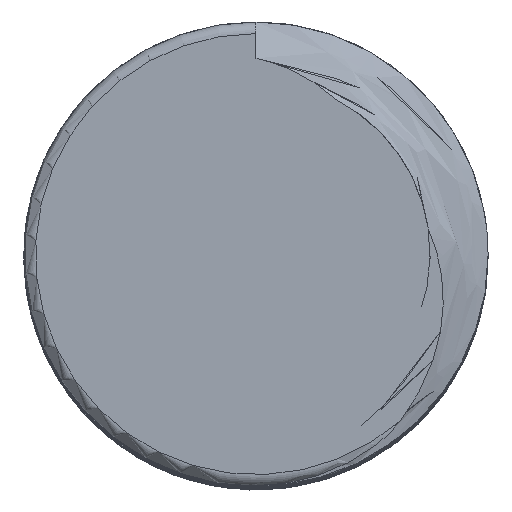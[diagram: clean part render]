
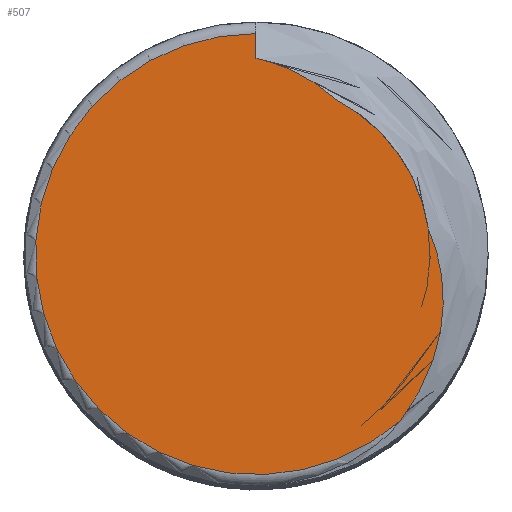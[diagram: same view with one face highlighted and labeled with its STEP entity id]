
A CAD part, top view. The second image highlights one B-rep face of the part: STEP entity #507.
In plain terms, the highlighted planar face has unit normal (0, 0, 1).
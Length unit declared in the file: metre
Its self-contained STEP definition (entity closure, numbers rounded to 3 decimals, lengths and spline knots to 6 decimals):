
#13=PLANE('',#530);
#18=LINE('',#4721,#21);
#21=VECTOR('',#554,1.);
#23=CIRCLE('',#526,0.003);
#26=CIRCLE('',#531,0.0038);
#31=B_SPLINE_CURVE_WITH_KNOTS('',3,(#2257,#2258,#2259,#2260,#2261),
 .UNSPECIFIED.,.F.,.F.,(4,1,4),(0.,0.001753,
0.003507),.UNSPECIFIED.);
#34=B_SPLINE_CURVE_WITH_KNOTS('',3,(#4711,#4712,#4713,#4714),
 .UNSPECIFIED.,.F.,.F.,(4,4),(0.,0.001547),
 .UNSPECIFIED.);
#206=ORIENTED_EDGE('',*,*,#314,.F.);
#207=ORIENTED_EDGE('',*,*,#315,.T.);
#208=ORIENTED_EDGE('',*,*,#226,.T.);
#209=ORIENTED_EDGE('',*,*,#268,.T.);
#210=ORIENTED_EDGE('',*,*,#310,.T.);
#226=EDGE_CURVE('',#321,#320,#31,.T.);
#268=EDGE_CURVE('',#320,#361,#23,.T.);
#310=EDGE_CURVE('',#361,#402,#34,.T.);
#314=EDGE_CURVE('',#404,#402,#18,.T.);
#315=EDGE_CURVE('',#404,#321,#26,.T.);
#320=VERTEX_POINT('',#2256);
#321=VERTEX_POINT('',#2262);
#361=VERTEX_POINT('',#3849);
#402=VERTEX_POINT('',#4710);
#404=VERTEX_POINT('',#4722);
#489=EDGE_LOOP('',(#206,#207,#208,#209,#210));
#497=FACE_BOUND('',#489,.T.);
#507=ADVANCED_FACE('',(#497),#13,.T.);
#526=AXIS2_PLACEMENT_3D('',#3850,#542,#543);
#530=AXIS2_PLACEMENT_3D('',#4720,#552,#553);
#531=AXIS2_PLACEMENT_3D('',#4723,#555,#556);
#542=DIRECTION('',(0.,0.,1.));
#543=DIRECTION('',(1.,0.,0.));
#552=DIRECTION('',(0.,0.,1.));
#553=DIRECTION('',(1.,0.,0.));
#554=DIRECTION('',(0.,-1.,0.));
#555=DIRECTION('',(0.,0.,1.));
#556=DIRECTION('',(1.,0.,0.));
#2256=CARTESIAN_POINT('',(0.002966,0.00045,0.));
#2257=CARTESIAN_POINT('',(0.002491,-0.00287,0.));
#2258=CARTESIAN_POINT('',(0.002846,-0.002396,0.));
#2259=CARTESIAN_POINT('',(0.003352,-0.001301,0.));
#2260=CARTESIAN_POINT('',(0.003207,-0.000091,0.));
#2261=CARTESIAN_POINT('',(0.002966,0.00045,0.));
#2262=CARTESIAN_POINT('',(0.002491,-0.00287,0.));
#3849=CARTESIAN_POINT('',(0.001368,0.00267,0.));
#3850=CARTESIAN_POINT('',(0.,0.,0.));
#4710=CARTESIAN_POINT('',(0.,0.003375,0.));
#4711=CARTESIAN_POINT('',(0.001368,0.00267,0.));
#4712=CARTESIAN_POINT('',(0.000983,0.003024,0.));
#4713=CARTESIAN_POINT('',(0.000511,0.003266,0.));
#4714=CARTESIAN_POINT('',(0.,0.003375,0.));
#4720=CARTESIAN_POINT('',(0.,0.,0.));
#4721=CARTESIAN_POINT('',(0.,0.,0.));
#4722=CARTESIAN_POINT('',(0.,0.0038,0.));
#4723=CARTESIAN_POINT('',(0.,0.,0.));
